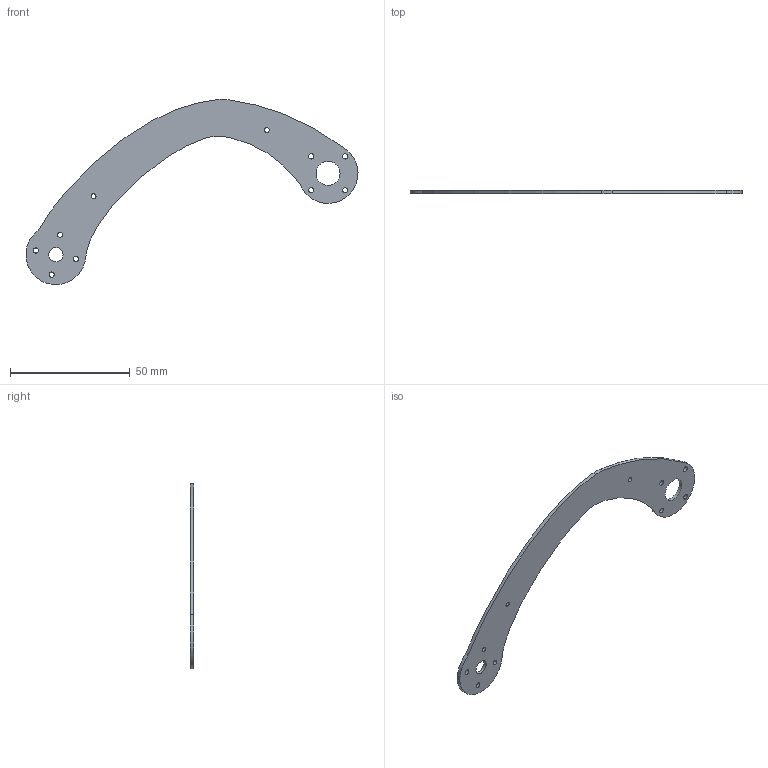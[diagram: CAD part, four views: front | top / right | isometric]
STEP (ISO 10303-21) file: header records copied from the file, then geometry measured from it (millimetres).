
FILE_DESCRIPTION(/* description */ ('STEP AP242'),/* implementation_level */ '2;1');
FILE_NAME(/* name */ 'Morphex Arm Dec 24.step',/* time_stamp */ '2025-08-31T02:11:09+05:30',/* author */ (''),/* organization */ (''),/* preprocessor_version */ 'ST-DEVELOPER v20.1',/* originating_system */ 'Autodesk Translation Framework v14.10.0.0',/* authorisation */ '');
FILE_SCHEMA (('AUTOMOTIVE_DESIGN { 1 0 10303 214 3 1 1 }'));
Length unit declared in the file: metre
Products named in the file (1): 2025-08-24-14-11-05-165
Bounding box: 138.55 x 1.5 x 77.29 mm (x, y, z)
Volume: 4471.6 mm3; surface area: 6692.9 mm2
Topology: 1 solids, 1 shells, 22 faces, 60 edges, 40 vertices
Faces by surface type: cylinder 16, bspline 4, plane 2
Full cylindrical faces by diameter (mm): 2 x2, 2.18 x8, 6 x1, 10 x1
Entity records: 828 total; most frequent: CARTESIAN_POINT 175, DIRECTION 122, ORIENTED_EDGE 120, EDGE_CURVE 60, AXIS2_PLACEMENT_3D 51, EDGE_LOOP 46, VERTEX_POINT 40, CIRCLE 32
